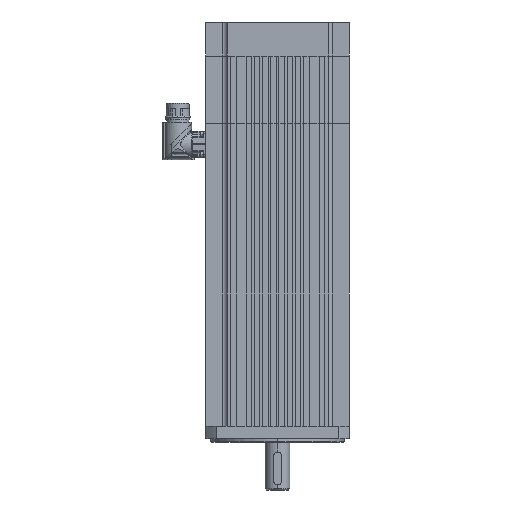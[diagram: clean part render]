
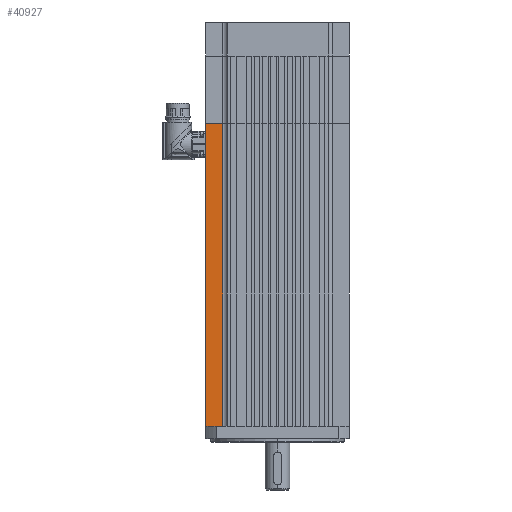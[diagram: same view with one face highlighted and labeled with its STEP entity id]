
A CAD part, left-side view. The second image highlights one B-rep face of the part: STEP entity #40927.
In plain terms, the highlighted face is planar.
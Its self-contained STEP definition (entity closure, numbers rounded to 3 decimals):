
#33284=CARTESIAN_POINT('',(-49.3,70.,295.0));
#33285=VERTEX_POINT('',#33284);
#33308=CARTESIAN_POINT('',(-49.3,53.3,295.0));
#33309=VERTEX_POINT('',#33308);
#33310=CARTESIAN_POINT('',(-49.3,53.3,295.0));
#33311=DIRECTION('',(0.0,1.0,0.0));
#33312=VECTOR('',#33311,16.7);
#33313=LINE('',#33310,#33312);
#33314=EDGE_CURVE('',#33309,#33285,#33313,.T.);
#37345=CARTESIAN_POINT('',(-49.3,53.3,0.0));
#37346=VERTEX_POINT('',#37345);
#37354=CARTESIAN_POINT('',(-49.3,70.,0.0));
#37355=VERTEX_POINT('',#37354);
#37356=CARTESIAN_POINT('',(-49.3,70.,0.0));
#37357=DIRECTION('',(0.0,-1.0,0.0));
#37358=VECTOR('',#37357,16.7);
#37359=LINE('',#37356,#37358);
#37360=EDGE_CURVE('',#37355,#37346,#37359,.T.);
#40900=CARTESIAN_POINT('',(-49.3,53.3,0.0));
#40901=DIRECTION('',(0.0,0.0,1.0));
#40902=VECTOR('',#40901,295.0);
#40903=LINE('',#40900,#40902);
#40904=EDGE_CURVE('',#37346,#33309,#40903,.T.);
#40911=CARTESIAN_POINT('',(-49.3,53.3,0.0));
#40912=DIRECTION('',(-1.0,0.0,0.0));
#40913=DIRECTION('',(0.0,0.0,1.0));
#40914=AXIS2_PLACEMENT_3D('',#40911,#40912,#40913);
#40915=PLANE('',#40914);
#40916=ORIENTED_EDGE('',*,*,#33314,.T.);
#40917=CARTESIAN_POINT('',(-49.3,70.,0.0));
#40918=DIRECTION('',(0.0,0.0,1.0));
#40919=VECTOR('',#40918,295.0);
#40920=LINE('',#40917,#40919);
#40921=EDGE_CURVE('',#37355,#33285,#40920,.T.);
#40922=ORIENTED_EDGE('',*,*,#40921,.F.);
#40923=ORIENTED_EDGE('',*,*,#37360,.T.);
#40924=ORIENTED_EDGE('',*,*,#40904,.T.);
#40925=EDGE_LOOP('',(#40916,#40922,#40923,#40924));
#40926=FACE_OUTER_BOUND('',#40925,.T.);
#40927=ADVANCED_FACE('',(#40926),#40915,.T.);
